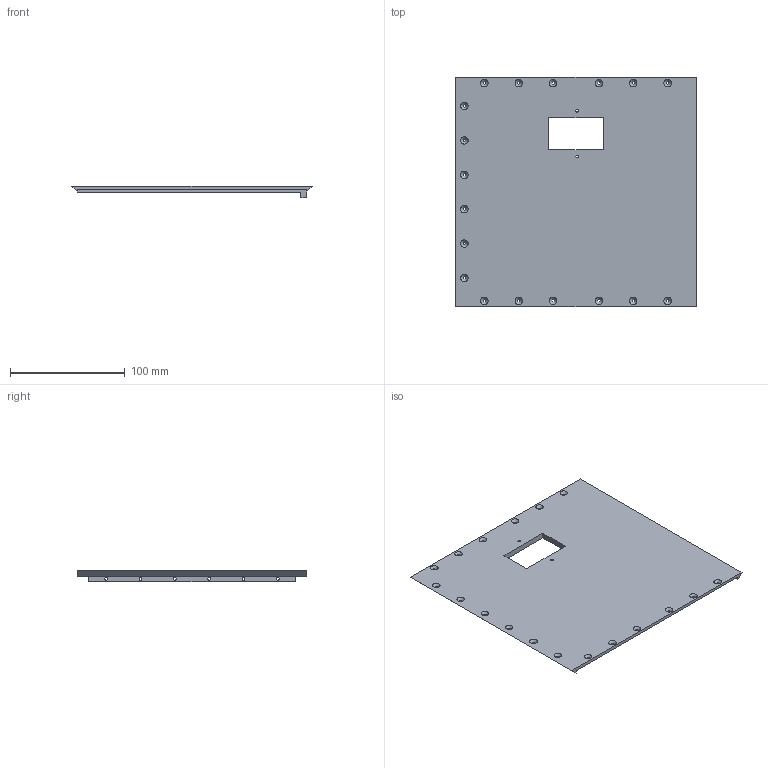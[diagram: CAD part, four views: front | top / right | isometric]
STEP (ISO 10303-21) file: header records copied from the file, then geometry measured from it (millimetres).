
FILE_DESCRIPTION(/* description */ (''),/* implementation_level */ '2;1');
FILE_NAME(/* name */ 'universalBoxPlate_io.stp',/* time_stamp */ '2020-11-02T15:18:25+01:00',/* author */ ('Dane'),/* organization */ (''),/* preprocessor_version */ 'ST-DEVELOPER v18',/* originating_system */ 'Autodesk Inventor 2020',/* authorisation */ '');
FILE_SCHEMA (('AUTOMOTIVE_DESIGN { 1 0 10303 214 3 1 1 }'));
Length unit declared in the file: millimetre
Products named in the file (1): universalBoxPlate_io
Bounding box: 210 x 200 x 10 mm (x, y, z)
Volume: 191855.6 mm3; surface area: 87358.6 mm2
Topology: 1 solids, 1 shells, 65 faces, 211 edges, 148 vertices
Faces by surface type: cylinder 26, plane 21, cone 18
Full cylindrical faces by diameter (mm): 2.5 x26
Entity records: 2564 total; most frequent: DIRECTION 457, CARTESIAN_POINT 425, ORIENTED_EDGE 422, EDGE_CURVE 211, AXIS2_PLACEMENT_3D 180, VERTEX_POINT 148, EDGE_LOOP 119, CIRCLE 114
